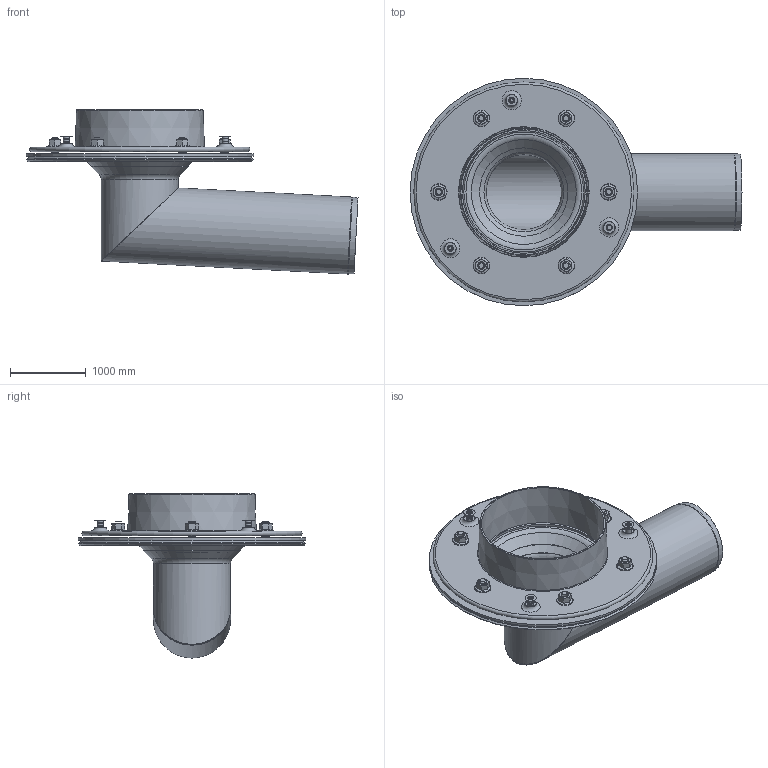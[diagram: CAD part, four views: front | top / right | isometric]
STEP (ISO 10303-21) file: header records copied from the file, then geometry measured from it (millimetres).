
FILE_DESCRIPTION(/* description */ (''),/* implementation_level */ '2;1');
FILE_NAME(/* name */ '21934.100X_3D.stp',/* time_stamp */ '2024-12-12T08:47:47+01:00',/* author */ ('CAD'),/* organization */ (''),/* preprocessor_version */ 'ST-DEVELOPER v20',/* originating_system */ 'AutoCAD Mechanical',/* authorisation */ '');
FILE_SCHEMA (('AUTOMOTIVE_DESIGN { 1 0 10303 214 3 1 1 }'));
Length unit declared in the file: centimetre
Products named in the file (2): Product; *S0
Assembly tree (1 placements, depth 2):
  Product
    *S0
Bounding box: 4376.22 x 3000 x 2162.39 mm (x, y, z)
Volume: 874573332.4 mm3; surface area: 63457140 mm2
Topology: 20 solids, 20 shells, 385 faces, 782 edges, 451 vertices
Faces by surface type: cone 233, plane 90, cylinder 42, torus 20
Full cylindrical faces by diameter (mm): 70 x6, 80 x12, 83.76 x6, 160 x12, 992 x2, 1016 x2, 1600 x1, 3000 x1
Entity records: 10456 total; most frequent: CARTESIAN_POINT 2179, DIRECTION 1837, ORIENTED_EDGE 1564, EDGE_CURVE 782, AXIS2_PLACEMENT_3D 781, EDGE_LOOP 457, VERTEX_POINT 451, CIRCLE 389
